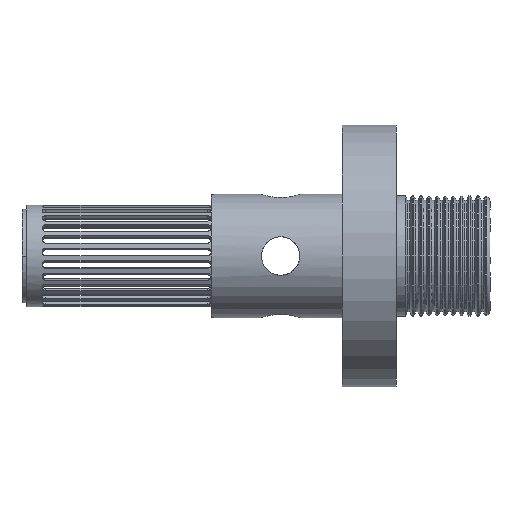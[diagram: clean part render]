
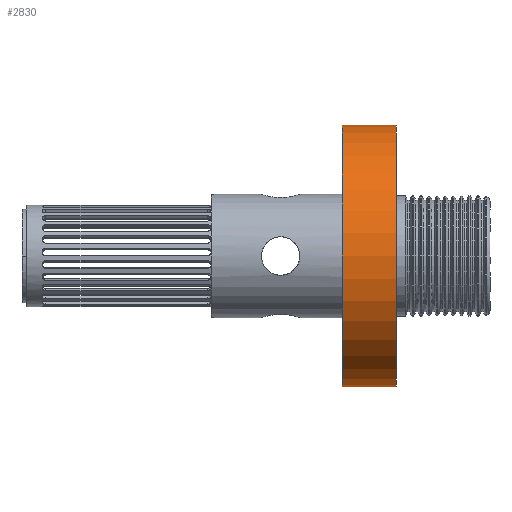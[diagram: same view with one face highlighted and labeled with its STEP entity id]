
A CAD part, left-side view. The second image highlights one B-rep face of the part: STEP entity #2830.
In plain terms, the highlighted cylindrical face has radius 17 mm (diameter 34 mm), a partial arc.
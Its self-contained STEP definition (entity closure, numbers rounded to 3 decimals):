
#14 = ORIENTED_EDGE ( 'NONE', *, *, #11899, .T. ) ;
#508 = DIRECTION ( 'NONE',  ( 0., 0., 1. ) ) ;
#586 = LINE ( 'NONE', #16463, #14005 ) ;
#616 = DIRECTION ( 'NONE',  ( 0., 1., 0. ) ) ;
#1471 = VERTEX_POINT ( 'NONE', #11508 ) ;
#1762 = ORIENTED_EDGE ( 'NONE', *, *, #7885, .T. ) ;
#2024 = DIRECTION ( 'NONE',  ( 0., 1., 0. ) ) ;
#2212 = CARTESIAN_POINT ( 'NONE',  ( 0., -3.5, 0. ) ) ;
#2830 = ADVANCED_FACE ( 'NONE', ( #13901 ), #11254, .T. ) ;
#2957 = CARTESIAN_POINT ( 'NONE',  ( 0., -7., 0. ) ) ;
#3769 = DIRECTION ( 'NONE',  ( 0., 1., 0. ) ) ;
#4110 = AXIS2_PLACEMENT_3D ( 'NONE', #11116, #15959, #508 ) ;
#4245 = VERTEX_POINT ( 'NONE', #8313 ) ;
#5080 = EDGE_CURVE ( 'NONE', #1471, #15040, #10910, .T. ) ;
#5126 = CARTESIAN_POINT ( 'NONE',  ( 0., -3.5, -17. ) ) ;
#5351 = AXIS2_PLACEMENT_3D ( 'NONE', #2212, #2024, #9835 ) ;
#5487 = ORIENTED_EDGE ( 'NONE', *, *, #5839, .F. ) ;
#5514 = CARTESIAN_POINT ( 'NONE',  ( 0., 0., -17. ) ) ;
#5839 = EDGE_CURVE ( 'NONE', #4245, #15040, #10589, .T. ) ;
#6265 = VECTOR ( 'NONE', #3769, 1000. ) ;
#7575 = EDGE_LOOP ( 'NONE', ( #5487, #1762, #14, #15999 ) ) ;
#7885 = EDGE_CURVE ( 'NONE', #4245, #12454, #8337, .T. ) ;
#8313 = CARTESIAN_POINT ( 'NONE',  ( 0., -7., -17. ) ) ;
#8337 = CIRCLE ( 'NONE', #13779, 17. ) ;
#9835 = DIRECTION ( 'NONE',  ( 0., 0., 1. ) ) ;
#10589 = LINE ( 'NONE', #5126, #6265 ) ;
#10910 = CIRCLE ( 'NONE', #4110, 17. ) ;
#11112 = DIRECTION ( 'NONE',  ( 0., 1., 0. ) ) ;
#11116 = CARTESIAN_POINT ( 'NONE',  ( 0., 0., 0. ) ) ;
#11254 = CYLINDRICAL_SURFACE ( 'NONE', #5351, 17. ) ;
#11508 = CARTESIAN_POINT ( 'NONE',  ( 0., 0., 17. ) ) ;
#11899 = EDGE_CURVE ( 'NONE', #12454, #1471, #586, .T. ) ;
#12064 = CARTESIAN_POINT ( 'NONE',  ( 0., -7., 17. ) ) ;
#12143 = DIRECTION ( 'NONE',  ( 0., 0., 1. ) ) ;
#12454 = VERTEX_POINT ( 'NONE', #12064 ) ;
#13779 = AXIS2_PLACEMENT_3D ( 'NONE', #2957, #616, #12143 ) ;
#13901 = FACE_OUTER_BOUND ( 'NONE', #7575, .T. ) ;
#14005 = VECTOR ( 'NONE', #11112, 1000. ) ;
#15040 = VERTEX_POINT ( 'NONE', #5514 ) ;
#15959 = DIRECTION ( 'NONE',  ( 0., -1., 0. ) ) ;
#15999 = ORIENTED_EDGE ( 'NONE', *, *, #5080, .T. ) ;
#16463 = CARTESIAN_POINT ( 'NONE',  ( 0., -3.5, 17. ) ) ;
